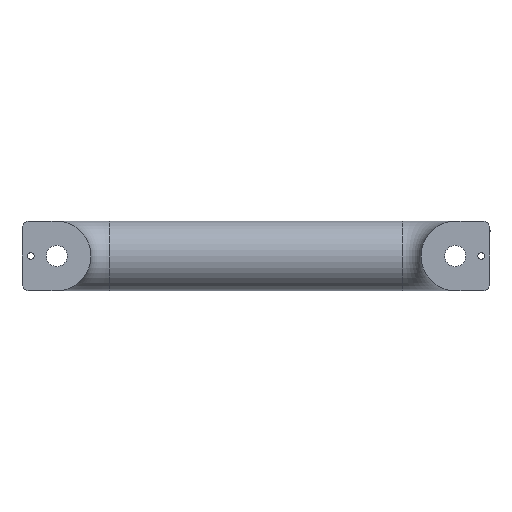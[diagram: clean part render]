
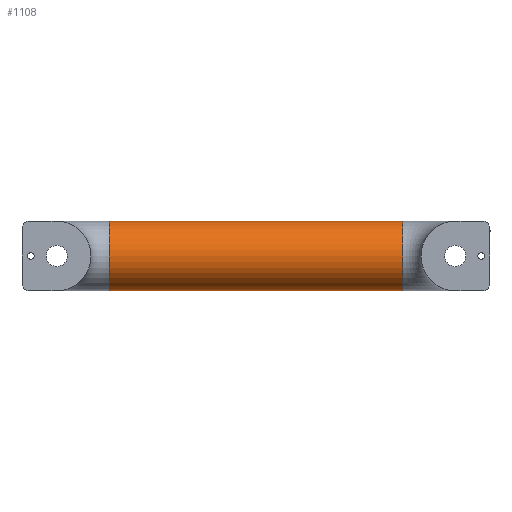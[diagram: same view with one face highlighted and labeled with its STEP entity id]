
A CAD part, front view. The second image highlights one B-rep face of the part: STEP entity #1108.
In plain terms, the highlighted cylindrical face has radius 14 mm (diameter 28 mm), a partial arc.
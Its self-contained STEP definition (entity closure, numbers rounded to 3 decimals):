
#73=CARTESIAN_POINT('',(153.0,46.3,14.));
#74=VERTEX_POINT('',#73);
#75=CARTESIAN_POINT('',(153.0,46.3,-14.));
#76=VERTEX_POINT('',#75);
#77=CARTESIAN_POINT('',(153.0,46.3,0.0));
#78=DIRECTION('',(1.0,0.0,0.0));
#79=DIRECTION('',(0.0,0.0,-1.0));
#80=AXIS2_PLACEMENT_3D('',#77,#78,#79);
#81=CIRCLE('',#80,14.);
#82=EDGE_CURVE('',#74,#76,#81,.T.);
#128=CARTESIAN_POINT('',(35.,46.3,-14.));
#129=VERTEX_POINT('',#128);
#137=CARTESIAN_POINT('',(35.,46.3,14.));
#138=VERTEX_POINT('',#137);
#139=CARTESIAN_POINT('',(35.,46.3,0.0));
#140=DIRECTION('',(1.0,0.0,0.0));
#141=DIRECTION('',(0.0,0.0,-1.0));
#142=AXIS2_PLACEMENT_3D('',#139,#140,#141);
#143=CIRCLE('',#142,14.);
#144=EDGE_CURVE('',#138,#129,#143,.T.);
#1087=CARTESIAN_POINT('',(35.,46.3,0.0));
#1088=DIRECTION('',(1.0,0.0,0.0));
#1089=DIRECTION('',(0.0,0.0,-1.0));
#1090=AXIS2_PLACEMENT_3D('',#1087,#1088,#1089);
#1091=CYLINDRICAL_SURFACE('',#1090,14.);
#1092=ORIENTED_EDGE('',*,*,#144,.T.);
#1093=CARTESIAN_POINT('',(35.,46.3,-14.));
#1094=DIRECTION('',(1.0,0.0,0.0));
#1095=VECTOR('',#1094,118.);
#1096=LINE('',#1093,#1095);
#1097=EDGE_CURVE('',#129,#76,#1096,.T.);
#1098=ORIENTED_EDGE('',*,*,#1097,.T.);
#1099=ORIENTED_EDGE('',*,*,#82,.F.);
#1100=CARTESIAN_POINT('',(35.,46.3,14.));
#1101=DIRECTION('',(1.0,0.0,0.0));
#1102=VECTOR('',#1101,118.);
#1103=LINE('',#1100,#1102);
#1104=EDGE_CURVE('',#138,#74,#1103,.T.);
#1105=ORIENTED_EDGE('',*,*,#1104,.F.);
#1106=EDGE_LOOP('',(#1092,#1098,#1099,#1105));
#1107=FACE_OUTER_BOUND('',#1106,.T.);
#1108=ADVANCED_FACE('',(#1107),#1091,.T.);
